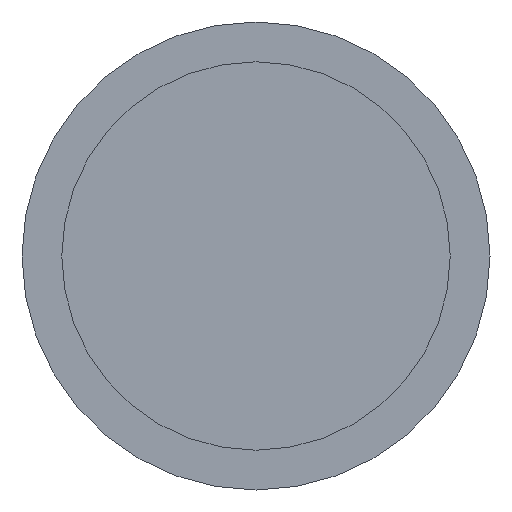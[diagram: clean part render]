
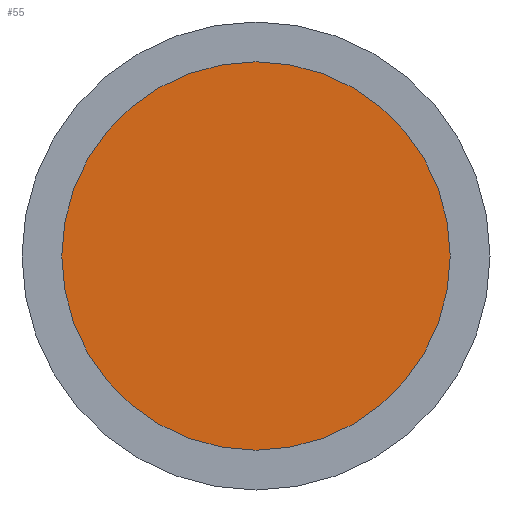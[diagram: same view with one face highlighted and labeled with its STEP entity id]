
A CAD part, front view. The second image highlights one B-rep face of the part: STEP entity #55.
In plain terms, the highlighted planar face has unit normal (0, -1, 0).
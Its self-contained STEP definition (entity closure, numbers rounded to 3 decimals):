
#55 = ADVANCED_FACE( '', ( #129 ), #130, .F. );
#129 = FACE_OUTER_BOUND( '', #230, .T. );
#130 = PLANE( '', #231 );
#230 = EDGE_LOOP( '', ( #365 ) );
#231 = AXIS2_PLACEMENT_3D( '', #366, #367, #368 );
#365 = ORIENTED_EDGE( '', *, *, #550, .T. );
#366 = CARTESIAN_POINT( '', ( 20.75, -3., 0. ) );
#367 = DIRECTION( '', ( 0., 1., 0. ) );
#368 = DIRECTION( '', ( 0., 0., 1. ) );
#550 = EDGE_CURVE( '', #625, #625, #626, .T. );
#625 = VERTEX_POINT( '', #728 );
#626 = CIRCLE( '', #729, 20.75 );
#728 = CARTESIAN_POINT( '', ( 0., -3., -20.75 ) );
#729 = AXIS2_PLACEMENT_3D( '', #849, #850, #851 );
#849 = CARTESIAN_POINT( '', ( 0., -3., 0. ) );
#850 = DIRECTION( '', ( 0., -1., 0. ) );
#851 = DIRECTION( '', ( 0., 0., -1. ) );
